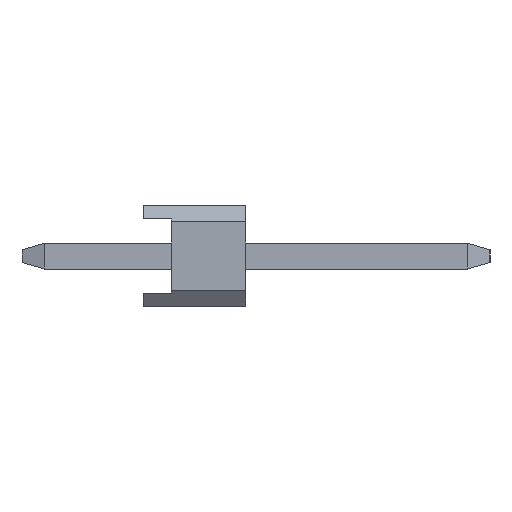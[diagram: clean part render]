
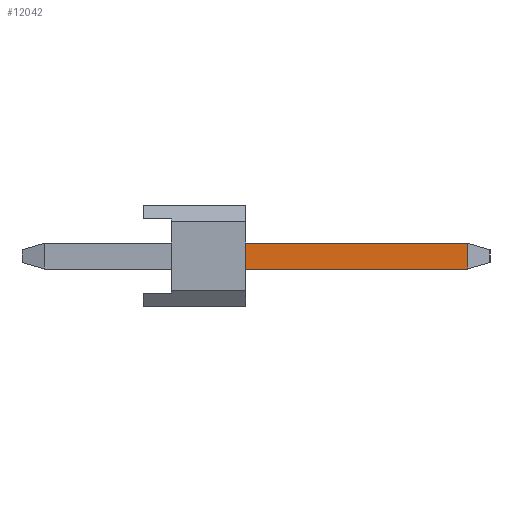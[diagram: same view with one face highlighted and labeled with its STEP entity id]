
A CAD part, left-side view. The second image highlights one B-rep face of the part: STEP entity #12042.
In plain terms, the highlighted planar face has unit normal (-1, 0, 0).
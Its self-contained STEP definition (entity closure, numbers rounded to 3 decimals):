
#4988=VERTEX_POINT('',#13369);
#5012=EDGE_CURVE('',#5832,#5290,#13395,.T.);
#5290=VERTEX_POINT('',#13695);
#5832=VERTEX_POINT('',#14285);
#6294=EDGE_CURVE('',#4988,#6388,#14791,.T.);
#6388=VERTEX_POINT('',#14924);
#10106=EDGE_CURVE('',#6388,#5832,#19017,.T.);
#11986=EDGE_CURVE('',#5290,#4988,#21107,.T.);
#12042=ADVANCED_FACE('',(#21168),#21169,.T.);
#13369=CARTESIAN_POINT('',(-33.34,-2.54,0.32));
#13395=LINE('',#23001,#23002);
#13695=CARTESIAN_POINT('',(-33.34,-2.54,-0.32));
#14285=CARTESIAN_POINT('',(-33.34,-8.054,-0.32));
#14791=LINE('',#25035,#25036);
#14924=CARTESIAN_POINT('',(-33.34,-8.054,0.32));
#19017=LINE('',#31153,#31154);
#21107=LINE('',#34177,#34178);
#21168=FACE_OUTER_BOUND('',#34261,.T.);
#21169=PLANE('',#34262);
#23001=CARTESIAN_POINT('',(-33.34,2.454,-0.32));
#23002=VECTOR('',#35709,1.0);
#25035=CARTESIAN_POINT('',(-33.34,-2.8,0.32));
#25036=VECTOR('',#36958,1.0);
#31153=CARTESIAN_POINT('',(-33.34,-8.054,0.5));
#31154=VECTOR('',#41420,1.0);
#34177=CARTESIAN_POINT('',(-33.34,-2.54,0.252));
#34178=VECTOR('',#43731,1.0);
#34261=EDGE_LOOP('',(#43784,#43785,#43786,#43787));
#34262=AXIS2_PLACEMENT_3D('',#43788,#43789,#43790);
#35709=DIRECTION('',(0.,1.0,0.));
#36958=DIRECTION('',(0.,-1.0,0.));
#41420=DIRECTION('',(0.0,0.,-1.0));
#43731=DIRECTION('',(0.,0.,1.0));
#43784=ORIENTED_EDGE('',*,*,#11986,.F.);
#43785=ORIENTED_EDGE('',*,*,#5012,.F.);
#43786=ORIENTED_EDGE('',*,*,#10106,.F.);
#43787=ORIENTED_EDGE('',*,*,#6294,.F.);
#43788=CARTESIAN_POINT('',(-33.34,2.454,0.5));
#43789=DIRECTION('',(-1.0,0.,0.));
#43790=DIRECTION('',(0.,1.0,0.));
